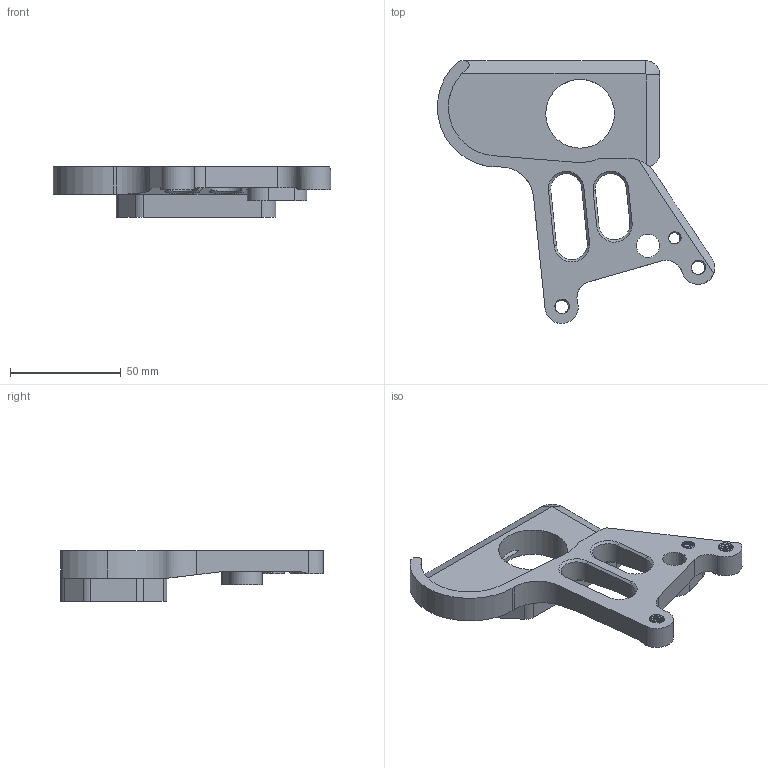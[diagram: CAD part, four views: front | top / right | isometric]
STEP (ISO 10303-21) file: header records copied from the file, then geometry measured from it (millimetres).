
FILE_DESCRIPTION (( 'STEP AP214' ), '1' );
FILE_NAME ('Guide roue droite.STEP', '2023-06-23T09:54:28', ( '' ), ( '' ), 'SwSTEP 2.0', 'SolidWorks 2023', '' );
FILE_SCHEMA (( 'AUTOMOTIVE_DESIGN' ));
Length unit declared in the file: millimetre
Products named in the file (1): Guide roue droite
Bounding box: 125.09 x 118.59 x 23 mm (x, y, z)
Volume: 68762.1 mm3; surface area: 25673.6 mm2
Topology: 1 solids, 1 shells, 312 faces, 897 edges, 586 vertices
Faces by surface type: cylinder 229, plane 50, bspline 19, cone 10, torus 4
Entity records: 25185 total; most frequent: CARTESIAN_POINT 18251, ORIENTED_EDGE 1794, DIRECTION 1131, EDGE_CURVE 897, VERTEX_POINT 586, AXIS2_PLACEMENT_3D 393, LINE 345, VECTOR 345
